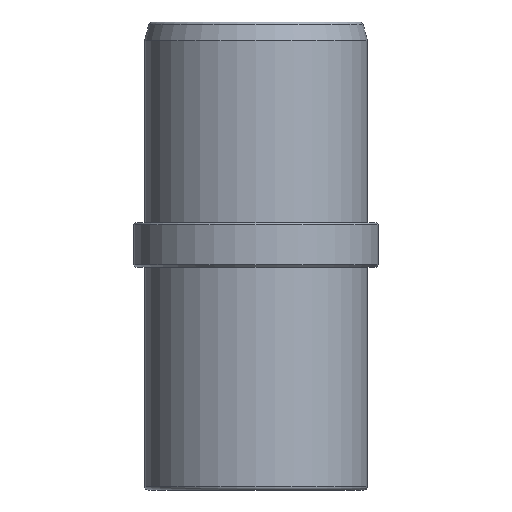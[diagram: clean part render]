
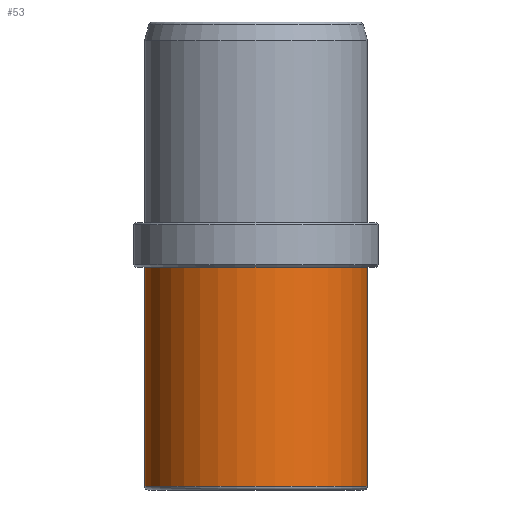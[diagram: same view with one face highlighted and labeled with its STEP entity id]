
A CAD part, front view. The second image highlights one B-rep face of the part: STEP entity #53.
In plain terms, the highlighted cylindrical face has radius 15 mm (diameter 30 mm), a partial arc.
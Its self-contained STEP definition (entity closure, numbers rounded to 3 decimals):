
#53=ADVANCED_FACE('',(#124),#125,.T.);
#124=FACE_OUTER_BOUND('',#214,.T.);
#125=CYLINDRICAL_SURFACE('',#215,15.0);
#214=EDGE_LOOP('',(#303,#304,#305,#306));
#215=AXIS2_PLACEMENT_3D('',#307,#308,#309);
#303=ORIENTED_EDGE('',*,*,#509,.F.);
#304=ORIENTED_EDGE('',*,*,#510,.T.);
#305=ORIENTED_EDGE('',*,*,#511,.F.);
#306=ORIENTED_EDGE('',*,*,#512,.F.);
#307=CARTESIAN_POINT('',(0.0,0.0,-20.75));
#308=DIRECTION('',(0.0,0.0,1.0));
#309=DIRECTION('',(-1.0,0.0,0.0));
#509=EDGE_CURVE('',#592,#593,#594,.T.);
#510=EDGE_CURVE('',#592,#595,#596,.T.);
#511=EDGE_CURVE('',#597,#595,#598,.T.);
#512=EDGE_CURVE('',#593,#597,#599,.T.);
#592=VERTEX_POINT('',#703);
#593=VERTEX_POINT('',#704);
#594=LINE('',#705,#706);
#595=VERTEX_POINT('',#707);
#596=CIRCLE('',#708,15.0);
#597=VERTEX_POINT('',#709);
#598=LINE('',#710,#711);
#599=CIRCLE('',#712,15.0);
#703=CARTESIAN_POINT('',(-15.0,0.0,-35.5));
#704=CARTESIAN_POINT('',(-15.0,0.0,-6.0));
#705=CARTESIAN_POINT('',(-15.0,0.,-20.75));
#706=VECTOR('',#824,1.0);
#707=CARTESIAN_POINT('',(15.0,0.,-35.5));
#708=AXIS2_PLACEMENT_3D('',#825,#826,#827);
#709=CARTESIAN_POINT('',(15.0,0.,-6.0));
#710=CARTESIAN_POINT('',(15.0,0.,-20.75));
#711=VECTOR('',#828,1.0);
#712=AXIS2_PLACEMENT_3D('',#829,#830,#831);
#824=DIRECTION('',(0.0,0.0,1.0));
#825=CARTESIAN_POINT('',(0.0,0.0,-35.5));
#826=DIRECTION('',(0.0,0.0,1.0));
#827=DIRECTION('',(-1.0,0.0,0.0));
#828=DIRECTION('',(-0.0,-0.0,-1.0));
#829=CARTESIAN_POINT('',(0.0,0.0,-6.0));
#830=DIRECTION('',(0.0,0.0,1.0));
#831=DIRECTION('',(-1.0,0.0,0.0));
